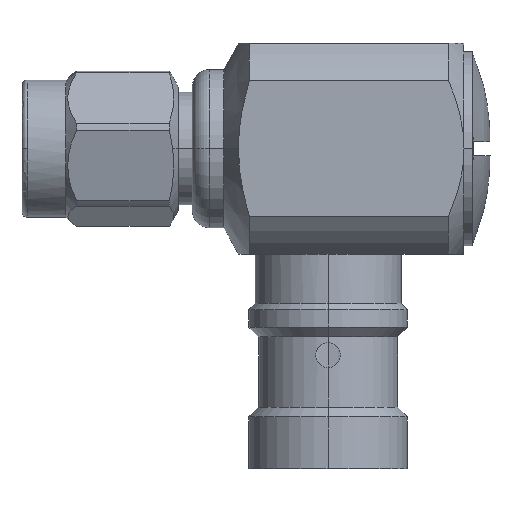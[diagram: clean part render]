
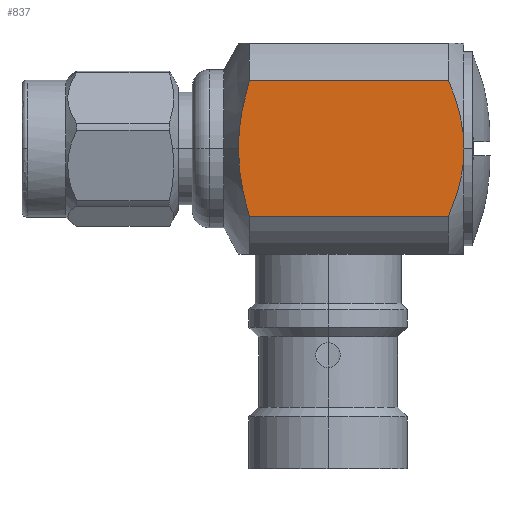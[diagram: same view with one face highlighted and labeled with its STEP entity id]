
A CAD part, top view. The second image highlights one B-rep face of the part: STEP entity #837.
In plain terms, the highlighted planar face has unit normal (0, 0, 1).
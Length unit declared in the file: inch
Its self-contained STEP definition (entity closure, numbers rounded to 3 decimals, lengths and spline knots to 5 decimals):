
#2 = CARTESIAN_POINT ( 'NONE',  ( 31.29968, 17.5148, 0.23622 ) ) ;
#77 = VECTOR ( 'NONE', #162, 39.37008 ) ;
#104 = CARTESIAN_POINT ( 'NONE',  ( 30.8065, 17.3859, 0.23622 ) ) ;
#162 = DIRECTION ( 'NONE',  ( 1., 0., 0. ) ) ;
#165 = EDGE_LOOP ( 'NONE', ( #1487, #2339, #3227, #4573, #4391, #971, #500 ) ) ;
#481 = CARTESIAN_POINT ( 'NONE',  ( 30.82041, 17.33403, 0.23622 ) ) ;
#498 = VERTEX_POINT ( 'NONE', #5310 ) ;
#500 = ORIENTED_EDGE ( 'NONE', *, *, #2977, .T. ) ;
#588 = CARTESIAN_POINT ( 'NONE',  ( 30.80068, 17.42095, 0.23622 ) ) ;
#602 = CARTESIAN_POINT ( 'NONE',  ( 31.29968, 17.5148, 0.23622 ) ) ;
#616 = CARTESIAN_POINT ( 'NONE',  ( 31.29968, 17.25012, 0.23622 ) ) ;
#701 = CARTESIAN_POINT ( 'NONE',  ( 30.79583, 17.48634, 0.23622 ) ) ;
#727 = CARTESIAN_POINT ( 'NONE',  ( 30.80445, 17.57405, 0.23622 ) ) ;
#837 = ADVANCED_FACE ( 'NONE', ( #4360 ), #3192, .F. ) ;
#915 = B_SPLINE_CURVE_WITH_KNOTS ( 'NONE', 3,
 ( #2123, #1702, #1774, #3384, #588, #3767, #4640, #2909, #4995, #104, #4182, #481 ),
 .UNSPECIFIED., .F., .F.,
 ( 4, 1, 1, 1, 1, 2, 2, 4 ),
 ( 0., 0.25, 0.375, 0.4375, 0.46875, 0.48438, 0.5, 1. ),
 .UNSPECIFIED. ) ;
#971 = ORIENTED_EDGE ( 'NONE', *, *, #2694, .T. ) ;
#1046 = VERTEX_POINT ( 'NONE', #602 ) ;
#1179 = CARTESIAN_POINT ( 'NONE',  ( 31.29562, 17.55805, 0.23622 ) ) ;
#1247 = CARTESIAN_POINT ( 'NONE',  ( 31.29562, 17.41463, 0.23622 ) ) ;
#1264 = EDGE_CURVE ( 'NONE', #1046, #3321, #4691, .T. ) ;
#1293 = CARTESIAN_POINT ( 'NONE',  ( 31.29968, 17.45787, 0.23622 ) ) ;
#1366 = CARTESIAN_POINT ( 'NONE',  ( 31.87464, 17.63864, 0.23622 ) ) ;
#1487 = ORIENTED_EDGE ( 'NONE', *, *, #3376, .F. ) ;
#1493 = CARTESIAN_POINT ( 'NONE',  ( 30.8035, 17.56885, 0.23622 ) ) ;
#1639 = CARTESIAN_POINT ( 'NONE',  ( 31.28276, 17.37378, 0.23622 ) ) ;
#1702 = CARTESIAN_POINT ( 'NONE',  ( 30.79583, 17.47385, 0.23622 ) ) ;
#1774 = CARTESIAN_POINT ( 'NONE',  ( 30.79666, 17.45489, 0.23622 ) ) ;
#2060 = VERTEX_POINT ( 'NONE', #2697 ) ;
#2085 = EDGE_CURVE ( 'NONE', #2060, #2172, #2304, .T. ) ;
#2093 = LINE ( 'NONE', #4681, #4610 ) ;
#2123 = CARTESIAN_POINT ( 'NONE',  ( 30.79583, 17.48634, 0.23622 ) ) ;
#2172 = VERTEX_POINT ( 'NONE', #1293 ) ;
#2234 = CARTESIAN_POINT ( 'NONE',  ( 30.80652, 17.58456, 0.23622 ) ) ;
#2284 = CARTESIAN_POINT ( 'NONE',  ( 30.80304, 17.56627, 0.23622 ) ) ;
#2304 = B_SPLINE_CURVE_WITH_KNOTS ( 'NONE', 3,
 ( #3277, #1639, #1247, #2435 ),
 .UNSPECIFIED., .F., .F.,
 ( 4, 4 ),
 ( 0., 0.00326 ),
 .UNSPECIFIED. ) ;
#2339 = ORIENTED_EDGE ( 'NONE', *, *, #2085, .T. ) ;
#2435 = CARTESIAN_POINT ( 'NONE',  ( 31.29968, 17.45787, 0.23622 ) ) ;
#2436 = CARTESIAN_POINT ( 'NONE',  ( 30.82041, 17.63864, 0.23622 ) ) ;
#2633 = CARTESIAN_POINT ( 'NONE',  ( 30.80285, 17.56517, 0.23622 ) ) ;
#2694 = EDGE_CURVE ( 'NONE', #3948, #3790, #4254, .T. ) ;
#2697 = CARTESIAN_POINT ( 'NONE',  ( 31.26588, 17.33403, 0.23622 ) ) ;
#2710 = CARTESIAN_POINT ( 'NONE',  ( 30.81129, 17.60608, 0.23622 ) ) ;
#2779 = CARTESIAN_POINT ( 'NONE',  ( 31.29968, 17.25012, 0.23622 ) ) ;
#2909 = CARTESIAN_POINT ( 'NONE',  ( 30.80223, 17.41114, 0.23622 ) ) ;
#2977 = EDGE_CURVE ( 'NONE', #3790, #498, #915, .T. ) ;
#3091 = AXIS2_PLACEMENT_3D ( 'NONE', #2779, #3488, #3977 ) ;
#3192 = PLANE ( 'NONE',  #3091 ) ;
#3209 = CARTESIAN_POINT ( 'NONE',  ( 31.28276, 17.59889, 0.23622 ) ) ;
#3227 = ORIENTED_EDGE ( 'NONE', *, *, #4885, .F. ) ;
#3277 = CARTESIAN_POINT ( 'NONE',  ( 31.26588, 17.33403, 0.23622 ) ) ;
#3321 = VERTEX_POINT ( 'NONE', #5261 ) ;
#3376 = EDGE_CURVE ( 'NONE', #2060, #498, #2093, .T. ) ;
#3384 = CARTESIAN_POINT ( 'NONE',  ( 30.7991, 17.43234, 0.23622 ) ) ;
#3409 = VECTOR ( 'NONE', #3869, 39.37008 ) ;
#3488 = DIRECTION ( 'NONE',  ( 0., 0., -1. ) ) ;
#3524 = LINE ( 'NONE', #616, #3409 ) ;
#3767 = CARTESIAN_POINT ( 'NONE',  ( 30.80156, 17.41523, 0.23622 ) ) ;
#3790 = VERTEX_POINT ( 'NONE', #4003 ) ;
#3831 = DIRECTION ( 'NONE',  ( -1., 0., 0. ) ) ;
#3869 = DIRECTION ( 'NONE',  ( 0., -1., 0. ) ) ;
#3948 = VERTEX_POINT ( 'NONE', #2436 ) ;
#3977 = DIRECTION ( 'NONE',  ( 0., -1., 0. ) ) ;
#3996 = EDGE_CURVE ( 'NONE', #3948, #3321, #4148, .T. ) ;
#4003 = CARTESIAN_POINT ( 'NONE',  ( 30.79583, 17.48634, 0.23622 ) ) ;
#4148 = LINE ( 'NONE', #1366, #77 ) ;
#4182 = CARTESIAN_POINT ( 'NONE',  ( 30.81247, 17.36075, 0.23622 ) ) ;
#4254 = B_SPLINE_CURVE_WITH_KNOTS ( 'NONE', 3,
 ( #4594, #5163, #2710, #2234, #727, #1493, #2284, #2633, #4303, #4350, #4377, #4325, #701 ),
 .UNSPECIFIED., .F., .F.,
 ( 4, 1, 1, 1, 1, 1, 2, 2, 4 ),
 ( 0., 0.25, 0.375, 0.4375, 0.46875, 0.48438, 0.49219, 0.5, 1. ),
 .UNSPECIFIED. ) ;
#4303 = CARTESIAN_POINT ( 'NONE',  ( 30.80272, 17.56444, 0.23622 ) ) ;
#4325 = CARTESIAN_POINT ( 'NONE',  ( 30.79583, 17.51147, 0.23622 ) ) ;
#4350 = CARTESIAN_POINT ( 'NONE',  ( 30.80267, 17.56412, 0.23622 ) ) ;
#4360 = FACE_OUTER_BOUND ( 'NONE', #165, .T. ) ;
#4377 = CARTESIAN_POINT ( 'NONE',  ( 30.79808, 17.53726, 0.23622 ) ) ;
#4391 = ORIENTED_EDGE ( 'NONE', *, *, #3996, .F. ) ;
#4460 = CARTESIAN_POINT ( 'NONE',  ( 31.26588, 17.63864, 0.23622 ) ) ;
#4573 = ORIENTED_EDGE ( 'NONE', *, *, #1264, .T. ) ;
#4594 = CARTESIAN_POINT ( 'NONE',  ( 30.82041, 17.63864, 0.23622 ) ) ;
#4610 = VECTOR ( 'NONE', #3831, 39.37008 ) ;
#4640 = CARTESIAN_POINT ( 'NONE',  ( 30.80196, 17.41278, 0.23622 ) ) ;
#4681 = CARTESIAN_POINT ( 'NONE',  ( 31.87464, 17.33403, 0.23622 ) ) ;
#4691 = B_SPLINE_CURVE_WITH_KNOTS ( 'NONE', 3,
 ( #2, #1179, #3209, #4460 ),
 .UNSPECIFIED., .F., .F.,
 ( 4, 4 ),
 ( 0., 0.00326 ),
 .UNSPECIFIED. ) ;
#4885 = EDGE_CURVE ( 'NONE', #1046, #2172, #3524, .T. ) ;
#4995 = CARTESIAN_POINT ( 'NONE',  ( 30.80238, 17.41023, 0.23622 ) ) ;
#5163 = CARTESIAN_POINT ( 'NONE',  ( 30.81647, 17.62539, 0.23622 ) ) ;
#5261 = CARTESIAN_POINT ( 'NONE',  ( 31.26588, 17.63864, 0.23622 ) ) ;
#5310 = CARTESIAN_POINT ( 'NONE',  ( 30.82041, 17.33403, 0.23622 ) ) ;
